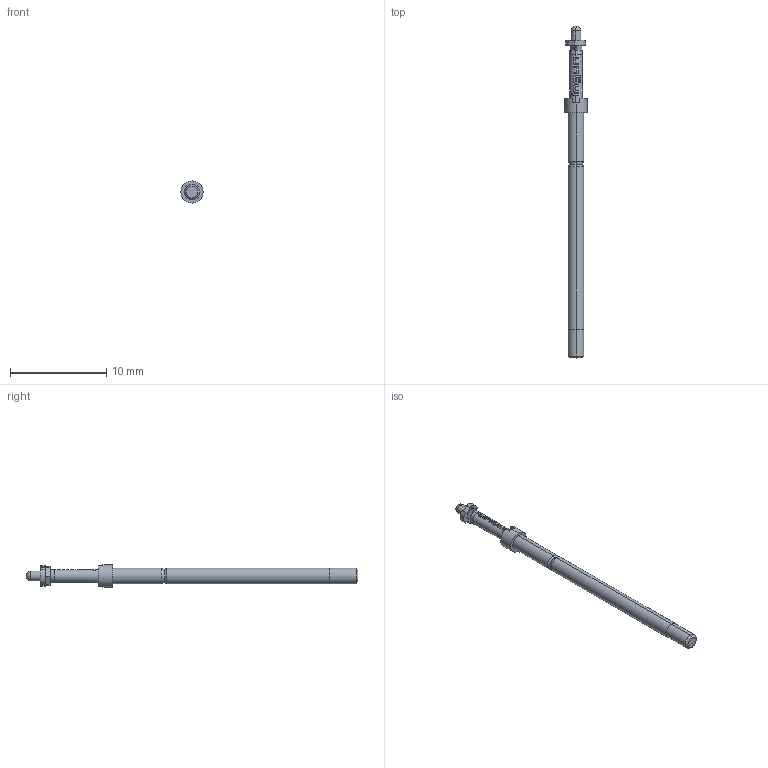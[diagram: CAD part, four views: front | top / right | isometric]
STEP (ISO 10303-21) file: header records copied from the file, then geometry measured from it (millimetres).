
FILE_DESCRIPTION (( 'STEP AP203' ), '1' );
FILE_NAME ('INGUN_T-912_305_100_150_210Axx02M.STEP', '2023-09-04T05:10:29', ( '' ), ( '' ), 'SwSTEP 2.0', 'SolidWorks 2021', '' );
FILE_SCHEMA (( 'CONFIG_CONTROL_DESIGN' ));
Length unit declared in the file: millimetre
Products named in the file (1): INGUN_T-912_305_100_150_210Axx02M
Bounding box: 2.3 x 34.5 x 2.3 mm (x, y, z)
Volume: 69.7 mm3; surface area: 186.1 mm2
Topology: 1 solids, 1 shells, 134 faces, 373 edges, 243 vertices
Faces by surface type: bspline 61, plane 34, cylinder 29, torus 4, cone 4, sphere 2
Entity records: 5481 total; most frequent: CARTESIAN_POINT 2525, ORIENTED_EDGE 738, DIRECTION 375, EDGE_CURVE 369, VERTEX_POINT 241, B_SPLINE_CURVE_WITH_KNOTS 204, EDGE_LOOP 138, AXIS2_PLACEMENT_3D 136
